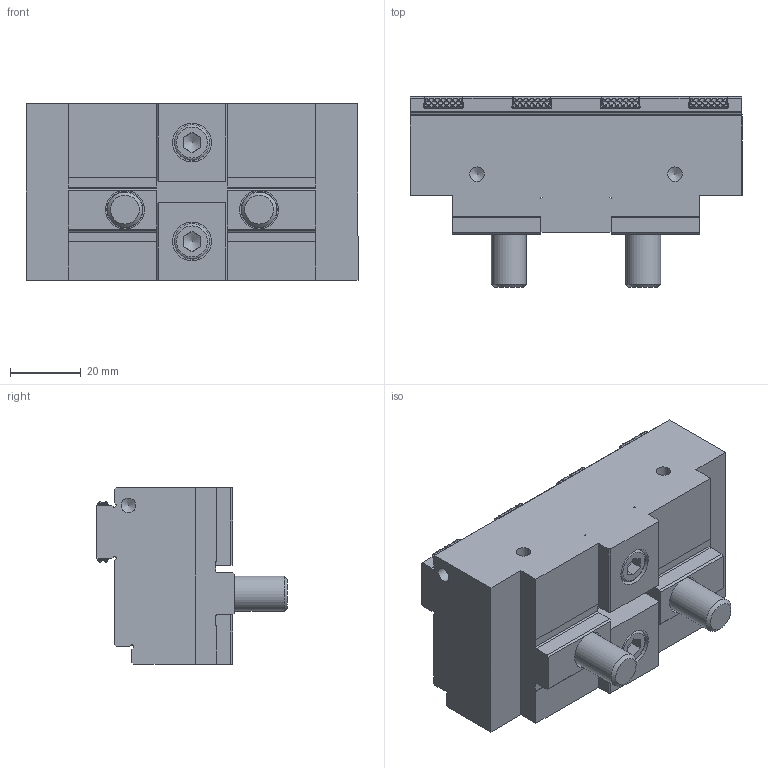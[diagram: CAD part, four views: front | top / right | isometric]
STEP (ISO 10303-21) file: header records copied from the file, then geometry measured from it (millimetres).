
FILE_DESCRIPTION((''),'2;1');
FILE_NAME('301-0094-012-Kunde.stp','2014-11-26T12:39:08',('Sigimeier'),(''),'Autodesk Inventor 2013','Autodesk Inventor 2013','');
FILE_SCHEMA(('AUTOMOTIVE_DESIGN { 1 0 10303 214 1 1 1 1 }'));
Length unit declared in the file: millimetre
Products named in the file (1): 301-0094-012-Kd
Bounding box: 94 x 54 x 50 mm (x, y, z)
Volume: 133189.7 mm3; surface area: 31135.2 mm2
Topology: 1 solids, 5 shells, 813 faces, 2277 edges, 1478 vertices
Faces by surface type: plane 559, cylinder 211, cone 35, torus 8
Full cylindrical faces by diameter (mm): 2.459 x7, 3.5 x7, 4.134 x4, 4.917 x2, 6 x2, 6.3 x2, 10 x4, 11 x4, 16 x2, 18 x2
Entity records: 26899 total; most frequent: CARTESIAN_POINT 5704, ORIENTED_EDGE 4304, DIRECTION 4078, EDGE_CURVE 2152, VECTOR 1466, LINE 1466, VERTEX_POINT 1432, AXIS2_PLACEMENT_3D 1306
